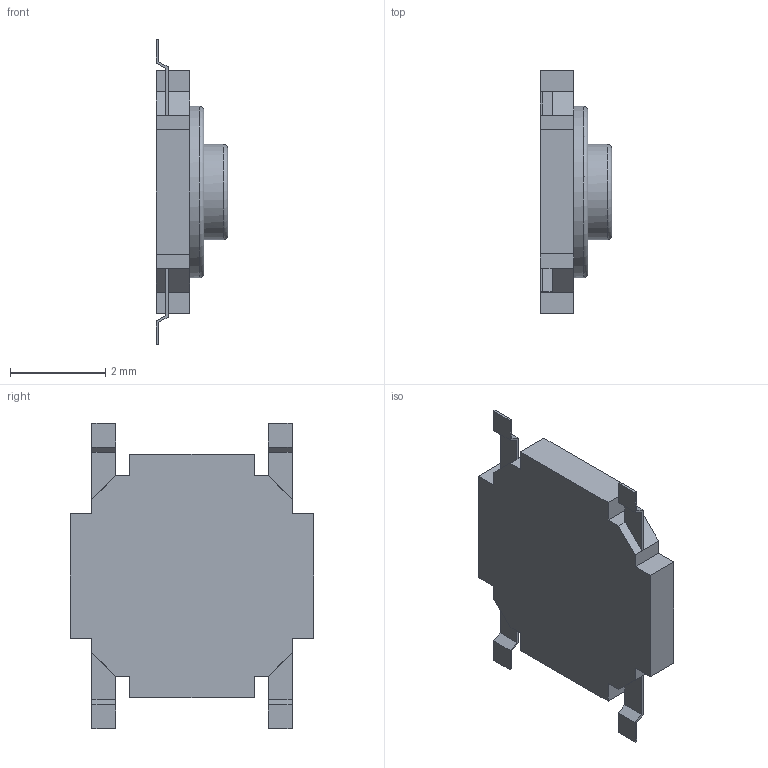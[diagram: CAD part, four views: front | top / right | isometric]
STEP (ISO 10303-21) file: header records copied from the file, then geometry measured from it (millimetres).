
FILE_DESCRIPTION(('FreeCAD Model'),'2;1');
FILE_NAME('PTS525SK15SMTR2LFS.step', '2020-11-12T12:02:11',('Author'),(''), 'Open CASCADE STEP processor 7.3','FreeCAD','Unknown');
FILE_SCHEMA(('AUTOMOTIVE_DESIGN { 1 0 10303 214 1 1 1 1 }'));
Length unit declared in the file: millimetre
Products named in the file (1): PTS525SK15SMTR2LFS_v1
Bounding box: 1.5 x 5.1 x 6.4 mm (x, y, z)
Volume: 20 mm3; surface area: 69.6 mm2
Topology: 5 solids, 5 shells, 84 faces, 648 edges, 1864 vertices
Faces by surface type: plane 80, torus 2, cylinder 2
Full cylindrical faces by diameter (mm): 2 x1, 3.6 x1
Entity records: 10253 total; most frequent: CARTESIAN_POINT 3037, DIRECTION 1280, LINE 1046, VECTOR 1046, GEOMETRIC_CURVE_SET 433, ORIENTED_EDGE 432, PCURVE 432, DEFINITIONAL_REPRESENTATION 432
